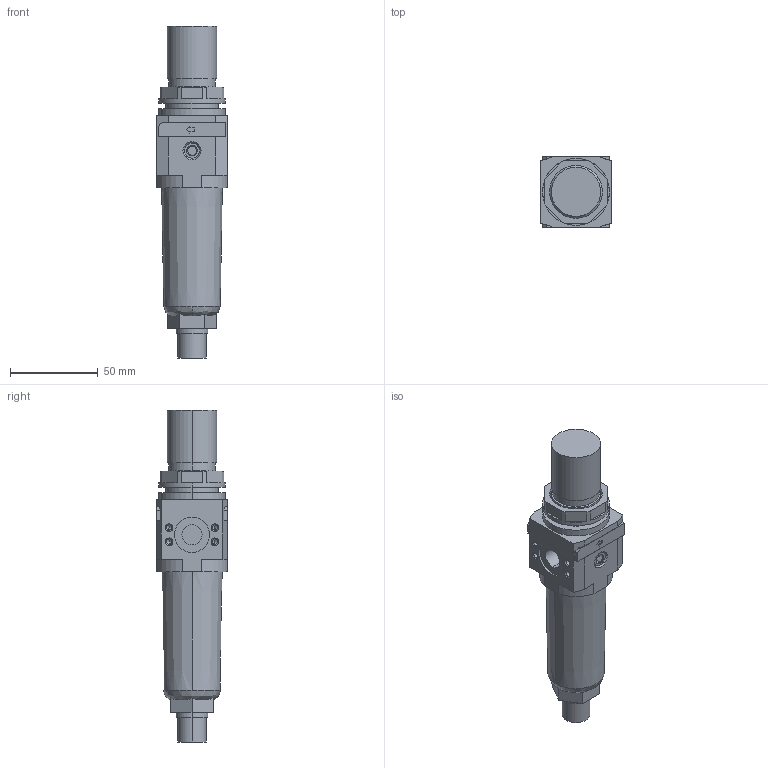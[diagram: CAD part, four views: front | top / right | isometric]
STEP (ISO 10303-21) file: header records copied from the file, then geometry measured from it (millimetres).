
FILE_DESCRIPTION((''),'2;1');
FILE_NAME('17004B_.stp','2003-06-16T14:38:55',('maffial1'),(''),'Autodesk Inventor 7','Autodesk Inventor 7','');
FILE_SCHEMA(('AUTOMOTIVE_DESIGN { 1 0 10303 214 1 1 1 1 }'));
Length unit declared in the file: millimetre
Products named in the file (4): 17004B_; 17004B_(1); RS_1701_12; RK_1701_020
Assembly tree (3 placements, depth 2):
  17004B_
    17004B_(1)
    RS_1701_12
    RK_1701_020
Bounding box: 40 x 40 x 189 mm (x, y, z)
Volume: 164752.9 mm3; surface area: 31792.2 mm2
Topology: 3 solids, 5 shells, 234 faces, 565 edges, 351 vertices
Faces by surface type: plane 84, bspline 60, cylinder 52, cone 34, torus 4
Entity records: 7264 total; most frequent: CARTESIAN_POINT 1899, ORIENTED_EDGE 1090, DIRECTION 1078, EDGE_CURVE 545, AXIS2_PLACEMENT_3D 376, VERTEX_POINT 351, VECTOR 326, LINE 326
